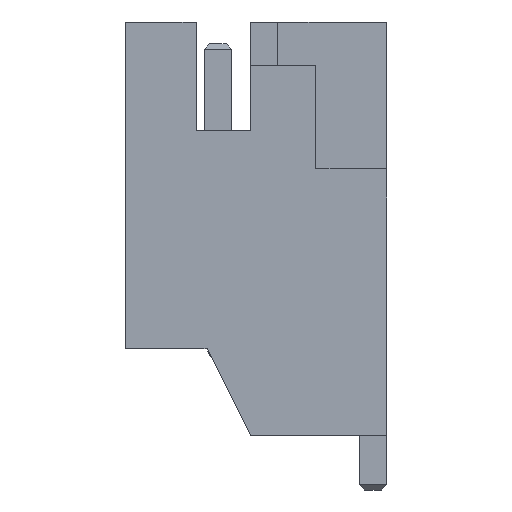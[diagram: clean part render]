
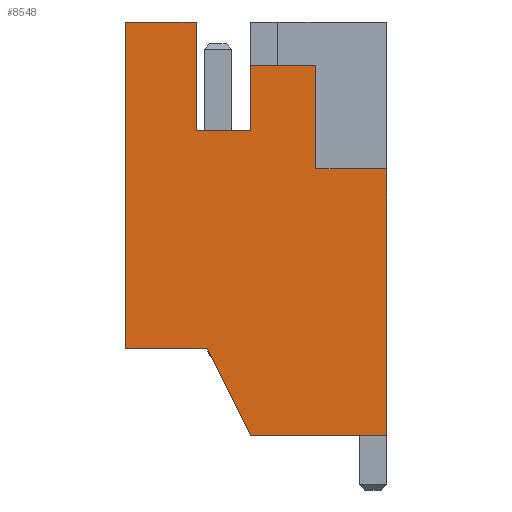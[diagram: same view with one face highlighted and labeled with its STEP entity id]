
A CAD part, left-side view. The second image highlights one B-rep face of the part: STEP entity #8548.
In plain terms, the highlighted planar face has unit normal (-1, 0, 0).
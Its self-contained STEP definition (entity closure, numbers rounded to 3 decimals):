
#262=FACE_OUTER_BOUND('',#748,.T.);
#748=EDGE_LOOP('',(#5699,#5700,#5701,#5702,#5703,#5704,#5705,#5706,#5707,
#5708,#5709,#5710));
#1245=LINE('',#11981,#2389);
#1249=LINE('',#11988,#2393);
#1255=LINE('',#12002,#2399);
#1280=LINE('',#12051,#2424);
#1306=LINE('',#12103,#2450);
#1312=LINE('',#12114,#2456);
#1314=LINE('',#12118,#2458);
#1316=LINE('',#12121,#2460);
#1317=LINE('',#12125,#2461);
#1318=LINE('',#12127,#2462);
#1319=LINE('',#12129,#2463);
#1320=LINE('',#12130,#2464);
#2389=VECTOR('',#9637,10.);
#2393=VECTOR('',#9643,10.);
#2399=VECTOR('',#9653,10.);
#2424=VECTOR('',#9688,10.);
#2450=VECTOR('',#9726,10.);
#2456=VECTOR('',#9734,10.);
#2458=VECTOR('',#9738,10.);
#2460=VECTOR('',#9742,10.);
#2461=VECTOR('',#9747,10.);
#2462=VECTOR('',#9748,10.);
#2463=VECTOR('',#9749,10.);
#2464=VECTOR('',#9750,10.);
#3533=VERTEX_POINT('',#11978);
#3534=VERTEX_POINT('',#11980);
#3536=VERTEX_POINT('',#11986);
#3542=VERTEX_POINT('',#12001);
#3561=VERTEX_POINT('',#12049);
#3580=VERTEX_POINT('',#12100);
#3581=VERTEX_POINT('',#12102);
#3585=VERTEX_POINT('',#12112);
#3586=VERTEX_POINT('',#12116);
#3587=VERTEX_POINT('',#12124);
#3588=VERTEX_POINT('',#12126);
#3589=VERTEX_POINT('',#12128);
#4333=EDGE_CURVE('',#3534,#3533,#1245,.T.);
#4337=EDGE_CURVE('',#3533,#3536,#1249,.T.);
#4343=EDGE_CURVE('',#3542,#3534,#1255,.T.);
#4368=EDGE_CURVE('',#3536,#3561,#1280,.T.);
#4394=EDGE_CURVE('',#3581,#3580,#1306,.T.);
#4400=EDGE_CURVE('',#3580,#3585,#1312,.T.);
#4402=EDGE_CURVE('',#3585,#3586,#1314,.T.);
#4404=EDGE_CURVE('',#3586,#3542,#1316,.T.);
#4405=EDGE_CURVE('',#3561,#3587,#1317,.T.);
#4406=EDGE_CURVE('',#3587,#3588,#1318,.T.);
#4407=EDGE_CURVE('',#3588,#3589,#1319,.T.);
#4408=EDGE_CURVE('',#3589,#3581,#1320,.T.);
#5699=ORIENTED_EDGE('',*,*,#4337,.T.);
#5700=ORIENTED_EDGE('',*,*,#4368,.T.);
#5701=ORIENTED_EDGE('',*,*,#4405,.T.);
#5702=ORIENTED_EDGE('',*,*,#4406,.T.);
#5703=ORIENTED_EDGE('',*,*,#4407,.T.);
#5704=ORIENTED_EDGE('',*,*,#4408,.T.);
#5705=ORIENTED_EDGE('',*,*,#4394,.T.);
#5706=ORIENTED_EDGE('',*,*,#4400,.T.);
#5707=ORIENTED_EDGE('',*,*,#4402,.T.);
#5708=ORIENTED_EDGE('',*,*,#4404,.T.);
#5709=ORIENTED_EDGE('',*,*,#4343,.T.);
#5710=ORIENTED_EDGE('',*,*,#4333,.T.);
#8118=PLANE('',#9052);
#8548=ADVANCED_FACE('',(#262),#8118,.T.);
#9052=AXIS2_PLACEMENT_3D('',#12123,#9745,#9746);
#9637=DIRECTION('',(0.,1.,0.));
#9643=DIRECTION('',(0.,0.,1.));
#9653=DIRECTION('',(0.,0.,-1.));
#9688=DIRECTION('',(0.,1.,0.));
#9726=DIRECTION('',(0.,0.,1.));
#9734=DIRECTION('',(0.,1.,0.));
#9738=DIRECTION('',(0.,0.,1.));
#9742=DIRECTION('',(0.,1.,0.));
#9745=DIRECTION('center_axis',(-1.,0.,0.));
#9746=DIRECTION('ref_axis',(0.,0.,1.));
#9747=DIRECTION('',(0.,0.,-1.));
#9748=DIRECTION('',(0.,-1.,0.));
#9749=DIRECTION('',(0.,-0.447,-0.894));
#9750=DIRECTION('',(0.,-1.,0.));
#11978=CARTESIAN_POINT('',(-15.95,3.5,-2.));
#11980=CARTESIAN_POINT('',(-15.95,2.5,-2.));
#11981=CARTESIAN_POINT('',(-15.95,2.95,-2.));
#11986=CARTESIAN_POINT('',(-15.95,3.5,0.));
#11988=CARTESIAN_POINT('',(-15.95,3.5,-1.5));
#12001=CARTESIAN_POINT('',(-15.95,2.5,-0.8));
#12002=CARTESIAN_POINT('',(-15.95,2.5,-2.5));
#12049=CARTESIAN_POINT('',(-15.95,4.8,0.));
#12051=CARTESIAN_POINT('',(-15.95,0.,0.));
#12100=CARTESIAN_POINT('',(-15.95,0.,-2.7));
#12102=CARTESIAN_POINT('',(-15.95,0.,-7.6));
#12103=CARTESIAN_POINT('',(-15.95,0.,-7.6));
#12112=CARTESIAN_POINT('',(-15.95,1.3,-2.7));
#12114=CARTESIAN_POINT('',(-15.95,1.85,-2.7));
#12116=CARTESIAN_POINT('',(-15.95,1.3,-0.8));
#12118=CARTESIAN_POINT('',(-15.95,1.3,-1.9));
#12121=CARTESIAN_POINT('',(-15.95,2.45,-0.8));
#12123=CARTESIAN_POINT('Origin',(-15.95,2.4,-3.));
#12124=CARTESIAN_POINT('',(-15.95,4.8,-6.));
#12125=CARTESIAN_POINT('',(-15.95,4.8,0.));
#12126=CARTESIAN_POINT('',(-15.95,3.3,-6.));
#12127=CARTESIAN_POINT('',(-15.95,4.8,-6.));
#12128=CARTESIAN_POINT('',(-15.95,2.5,-7.6));
#12129=CARTESIAN_POINT('',(-15.95,3.3,-6.));
#12130=CARTESIAN_POINT('',(-15.95,2.5,-7.6));
